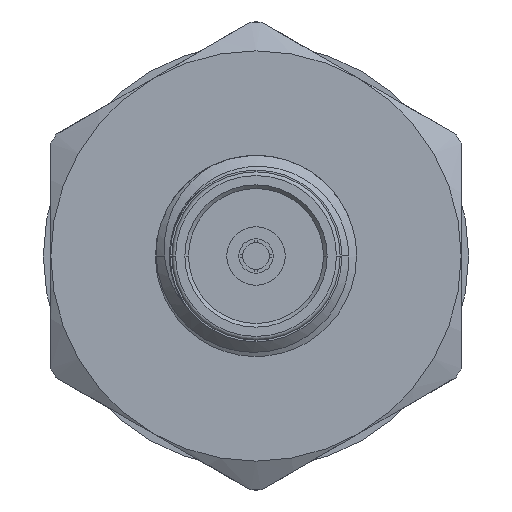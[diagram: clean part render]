
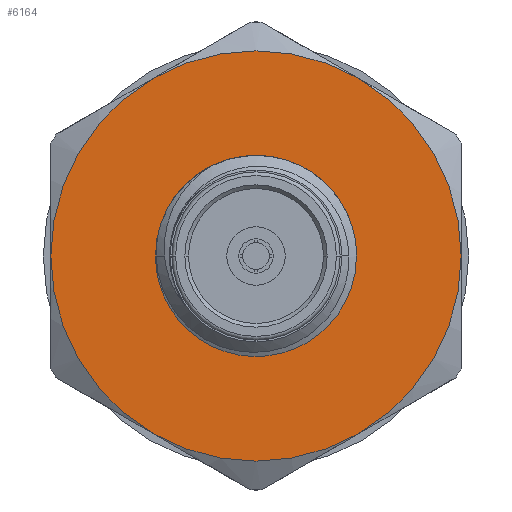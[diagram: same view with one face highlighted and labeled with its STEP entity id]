
A CAD part, left-side view. The second image highlights one B-rep face of the part: STEP entity #6164.
In plain terms, the highlighted planar face has unit normal (-1, 0, 0).
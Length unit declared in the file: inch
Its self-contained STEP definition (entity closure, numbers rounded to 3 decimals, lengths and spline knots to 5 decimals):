
#99 = AXIS2_PLACEMENT_3D ( 'NONE', #925, #6853, #5880 ) ;
#160 = CARTESIAN_POINT ( 'NONE',  ( 0.265, 0., 0. ) ) ;
#372 = CARTESIAN_POINT ( 'NONE',  ( 0.265, 0.14062, 0.24357 ) ) ;
#791 = EDGE_CURVE ( 'NONE', #10878, #10077, #9630, .T. ) ;
#925 = CARTESIAN_POINT ( 'NONE',  ( 0.265, 0., 0. ) ) ;
#966 = CARTESIAN_POINT ( 'NONE',  ( 0.265, -0.14063, -0.24357 ) ) ;
#1425 = PLANE ( 'NONE',  #7399 ) ;
#1568 = VERTEX_POINT ( 'NONE', #4656 ) ;
#2101 = VERTEX_POINT ( 'NONE', #2831 ) ;
#2153 = DIRECTION ( 'NONE',  ( 0., -1., 0. ) ) ;
#2167 = CARTESIAN_POINT ( 'NONE',  ( 0.265, 0., 0. ) ) ;
#2831 = CARTESIAN_POINT ( 'NONE',  ( 0.265, -0.28125, 0. ) ) ;
#2985 = DIRECTION ( 'NONE',  ( -1., 0., 0. ) ) ;
#3092 = CARTESIAN_POINT ( 'NONE',  ( 0.265, 0., 0. ) ) ;
#3254 = ORIENTED_EDGE ( 'NONE', *, *, #791, .F. ) ;
#3336 = EDGE_CURVE ( 'NONE', #8633, #9203, #8193, .T. ) ;
#4204 = DIRECTION ( 'NONE',  ( -1., 0., 0. ) ) ;
#4278 = FACE_BOUND ( 'NONE', #7535, .T. ) ;
#4404 = CARTESIAN_POINT ( 'NONE',  ( 0.265, 0.23883, 0. ) ) ;
#4656 = CARTESIAN_POINT ( 'NONE',  ( 0.265, 0.14062, -0.24357 ) ) ;
#4806 = CARTESIAN_POINT ( 'NONE',  ( 0.265, -0.07518, 0. ) ) ;
#5107 = CARTESIAN_POINT ( 'NONE',  ( 0.265, 0.07518, 0. ) ) ;
#5187 = ORIENTED_EDGE ( 'NONE', *, *, #7801, .F. ) ;
#5193 = ORIENTED_EDGE ( 'NONE', *, *, #8027, .T. ) ;
#5229 = DIRECTION ( 'NONE',  ( 0., -1., 0. ) ) ;
#5552 = AXIS2_PLACEMENT_3D ( 'NONE', #2167, #6526, #9211 ) ;
#5616 = CIRCLE ( 'NONE', #99, 0.28125 ) ;
#5660 = FACE_OUTER_BOUND ( 'NONE', #7282, .T. ) ;
#5689 = DIRECTION ( 'NONE',  ( -1., 0., 0. ) ) ;
#5705 = EDGE_CURVE ( 'NONE', #9203, #8429, #9577, .T. ) ;
#5777 = CARTESIAN_POINT ( 'NONE',  ( 0.265, 0., 0. ) ) ;
#5880 = DIRECTION ( 'NONE',  ( 0., -1., 0. ) ) ;
#6075 = ORIENTED_EDGE ( 'NONE', *, *, #5705, .T. ) ;
#6164 = ADVANCED_FACE ( 'NONE', ( #4278, #5660 ), #1425, .F. ) ;
#6191 = AXIS2_PLACEMENT_3D ( 'NONE', #3092, #4204, #9989 ) ;
#6360 = AXIS2_PLACEMENT_3D ( 'NONE', #9101, #11032, #5229 ) ;
#6448 = DIRECTION ( 'NONE',  ( 0., 1., 0. ) ) ;
#6526 = DIRECTION ( 'NONE',  ( -1., 0., 0. ) ) ;
#6603 = AXIS2_PLACEMENT_3D ( 'NONE', #160, #2985, #2153 ) ;
#6702 = DIRECTION ( 'NONE',  ( 0., -1., 0. ) ) ;
#6704 = AXIS2_PLACEMENT_3D ( 'NONE', #5777, #5689, #6702 ) ;
#6738 = ORIENTED_EDGE ( 'NONE', *, *, #11600, .T. ) ;
#6853 = DIRECTION ( 'NONE',  ( -1., 0., 0. ) ) ;
#7024 = AXIS2_PLACEMENT_3D ( 'NONE', #10881, #11037, #10037 ) ;
#7276 = CIRCLE ( 'NONE', #6603, 0.28125 ) ;
#7282 = EDGE_LOOP ( 'NONE', ( #6075, #10662, #5193, #6738, #11306, #11551 ) ) ;
#7385 = CARTESIAN_POINT ( 'NONE',  ( 0.265, 0., 0. ) ) ;
#7399 = AXIS2_PLACEMENT_3D ( 'NONE', #4404, #9085, #6448 ) ;
#7535 = EDGE_LOOP ( 'NONE', ( #3254, #5187 ) ) ;
#7801 = EDGE_CURVE ( 'NONE', #10077, #10878, #8450, .T. ) ;
#8027 = EDGE_CURVE ( 'NONE', #1568, #9583, #12524, .T. ) ;
#8193 = CIRCLE ( 'NONE', #6360, 0.28125 ) ;
#8429 = VERTEX_POINT ( 'NONE', #8516 ) ;
#8450 = CIRCLE ( 'NONE', #5552, 0.07518 ) ;
#8467 = DIRECTION ( 'NONE',  ( 0., -1., 0. ) ) ;
#8516 = CARTESIAN_POINT ( 'NONE',  ( 0.265, 0.28125, 0. ) ) ;
#8633 = VERTEX_POINT ( 'NONE', #9261 ) ;
#9085 = DIRECTION ( 'NONE',  ( 1., 0., 0. ) ) ;
#9101 = CARTESIAN_POINT ( 'NONE',  ( 0.265, 0., 0. ) ) ;
#9203 = VERTEX_POINT ( 'NONE', #372 ) ;
#9211 = DIRECTION ( 'NONE',  ( 0., -1., 0. ) ) ;
#9261 = CARTESIAN_POINT ( 'NONE',  ( 0.265, -0.14063, 0.24357 ) ) ;
#9385 = DIRECTION ( 'NONE',  ( -1., 0., 0. ) ) ;
#9577 = CIRCLE ( 'NONE', #9966, 0.28125 ) ;
#9583 = VERTEX_POINT ( 'NONE', #966 ) ;
#9630 = CIRCLE ( 'NONE', #7024, 0.07518 ) ;
#9707 = CIRCLE ( 'NONE', #6704, 0.28125 ) ;
#9966 = AXIS2_PLACEMENT_3D ( 'NONE', #7385, #9385, #8467 ) ;
#9989 = DIRECTION ( 'NONE',  ( 0., -1., 0. ) ) ;
#10037 = DIRECTION ( 'NONE',  ( 0., -1., 0. ) ) ;
#10077 = VERTEX_POINT ( 'NONE', #5107 ) ;
#10351 = EDGE_CURVE ( 'NONE', #8429, #1568, #9707, .T. ) ;
#10662 = ORIENTED_EDGE ( 'NONE', *, *, #10351, .T. ) ;
#10878 = VERTEX_POINT ( 'NONE', #4806 ) ;
#10881 = CARTESIAN_POINT ( 'NONE',  ( 0.265, 0., 0. ) ) ;
#11032 = DIRECTION ( 'NONE',  ( -1., 0., 0. ) ) ;
#11037 = DIRECTION ( 'NONE',  ( -1., 0., 0. ) ) ;
#11306 = ORIENTED_EDGE ( 'NONE', *, *, #12037, .T. ) ;
#11551 = ORIENTED_EDGE ( 'NONE', *, *, #3336, .T. ) ;
#11600 = EDGE_CURVE ( 'NONE', #9583, #2101, #7276, .T. ) ;
#12037 = EDGE_CURVE ( 'NONE', #2101, #8633, #5616, .T. ) ;
#12524 = CIRCLE ( 'NONE', #6191, 0.28125 ) ;
